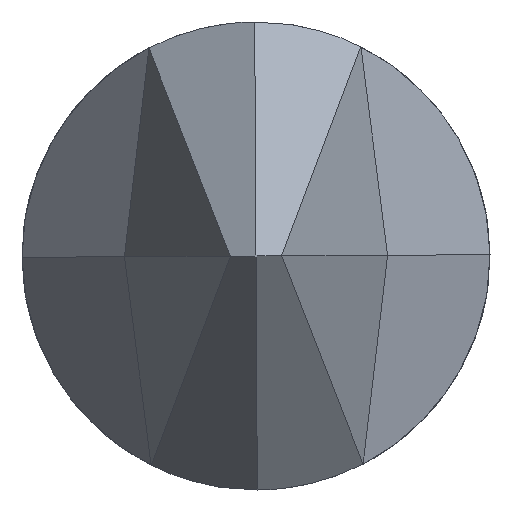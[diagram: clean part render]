
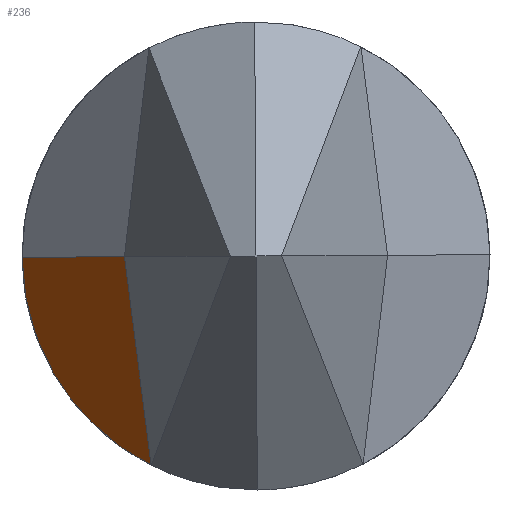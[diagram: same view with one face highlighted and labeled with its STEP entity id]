
A CAD part, left-side view. The second image highlights one B-rep face of the part: STEP entity #236.
In plain terms, the highlighted planar face has unit normal (-0.606, 0.782, -0.143).
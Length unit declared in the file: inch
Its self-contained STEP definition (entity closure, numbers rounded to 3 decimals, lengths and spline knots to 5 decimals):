
#4 = CARTESIAN_POINT ( 'NONE',  ( -0.273, 0.01293, -0.00007 ) ) ;
#13 = ORIENTED_EDGE ( 'NONE', *, *, #547, .F. ) ;
#42 = ORIENTED_EDGE ( 'NONE', *, *, #304, .T. ) ;
#111 = ORIENTED_EDGE ( 'NONE', *, *, #1124, .T. ) ;
#166 = CARTESIAN_POINT ( 'NONE',  ( -0.26349, 0.01717, -0.01712 ) ) ;
#168 = LINE ( 'NONE', #4, #1326 ) ;
#236 = ADVANCED_FACE ( 'NONE', ( #1383 ), #1268, .F. ) ;
#278 = LINE ( 'NONE', #549, #1862 ) ;
#304 = EDGE_CURVE ( 'NONE', #873, #1595, #168, .T. ) ;
#342 = EDGE_LOOP ( 'NONE', ( #111, #42, #13, #385 ) ) ;
#376 = CARTESIAN_POINT ( 'NONE',  ( -0.27154, 0.01031, -0.02056 ) ) ;
#385 = ORIENTED_EDGE ( 'NONE', *, *, #977, .F. ) ;
#547 = EDGE_CURVE ( 'NONE', #1703, #1595, #1372, .T. ) ;
#549 = CARTESIAN_POINT ( 'NONE',  ( -0.27304, 0.013, 0.00047 ) ) ;
#677 = DIRECTION ( 'NONE',  ( -0.07, 0.127, 0.989 ) ) ;
#704 = VERTEX_POINT ( 'NONE', #376 ) ;
#873 = VERTEX_POINT ( 'NONE', #1406 ) ;
#891 = CARTESIAN_POINT ( 'NONE',  ( -0.27154, 0.01031, -0.02056 ) ) ;
#941 = CARTESIAN_POINT ( 'NONE',  ( -0.25956, 0.02276, -0.00328 ) ) ;
#977 = EDGE_CURVE ( 'NONE', #704, #1703, #1075, .T. ) ;
#1027 = CARTESIAN_POINT ( 'NONE',  ( -0.25985, 0.02299, -0.00118 ) ) ;
#1075 =( BOUNDED_CURVE ( )  B_SPLINE_CURVE ( 3, ( #891, #166, #1199, #1230 ),
 .UNSPECIFIED., .F., .F. ) 
 B_SPLINE_CURVE_WITH_KNOTS ( ( 4, 4 ),
 ( 5.35843, 6.32147 ),
 .UNSPECIFIED. ) 
 CURVE ( )  GEOMETRIC_REPRESENTATION_ITEM ( )  RATIONAL_B_SPLINE_CURVE ( ( 1., 0.924, 0.924, 1. ) ) 
 REPRESENTATION_ITEM ( '' )  );
#1077 = CARTESIAN_POINT ( 'NONE',  ( -0.26, 0.023, -0.00013 ) ) ;
#1124 = EDGE_CURVE ( 'NONE', #704, #873, #278, .T. ) ;
#1199 = CARTESIAN_POINT ( 'NONE',  ( -0.25917, 0.02167, -0.01089 ) ) ;
#1230 = CARTESIAN_POINT ( 'NONE',  ( -0.25956, 0.02276, -0.00328 ) ) ;
#1255 = CARTESIAN_POINT ( 'NONE',  ( -0.25956, 0.02276, -0.00328 ) ) ;
#1268 = PLANE ( 'NONE',  #1544 ) ;
#1326 = VECTOR ( 'NONE', #1890, 39.37008 ) ;
#1340 = DIRECTION ( 'NONE',  ( 0.606, -0.782, 0.144 ) ) ;
#1372 = B_SPLINE_CURVE_WITH_KNOTS ( 'NONE', 3,
 ( #941, #1816, #1027, #1880 ),
 .UNSPECIFIED., .F., .F.,
 ( 4, 4 ),
 ( 0., 1. ),
 .UNSPECIFIED. ) ;
#1383 = FACE_OUTER_BOUND ( 'NONE', #342, .T. ) ;
#1406 = CARTESIAN_POINT ( 'NONE',  ( -0.273, 0.01293, -0.00007 ) ) ;
#1410 = CARTESIAN_POINT ( 'NONE',  ( -0.273, 0.01293, -0.00007 ) ) ;
#1509 = DIRECTION ( 'NONE',  ( 0.791, 0.612, -0.003 ) ) ;
#1544 = AXIS2_PLACEMENT_3D ( 'NONE', #1410, #1340, #1509 ) ;
#1595 = VERTEX_POINT ( 'NONE', #1077 ) ;
#1703 = VERTEX_POINT ( 'NONE', #1255 ) ;
#1816 = CARTESIAN_POINT ( 'NONE',  ( -0.2597, 0.02292, -0.00224 ) ) ;
#1862 = VECTOR ( 'NONE', #677, 39.37008 ) ;
#1880 = CARTESIAN_POINT ( 'NONE',  ( -0.26, 0.023, -0.00013 ) ) ;
#1890 = DIRECTION ( 'NONE',  ( 0.791, 0.612, -0.003 ) ) ;
